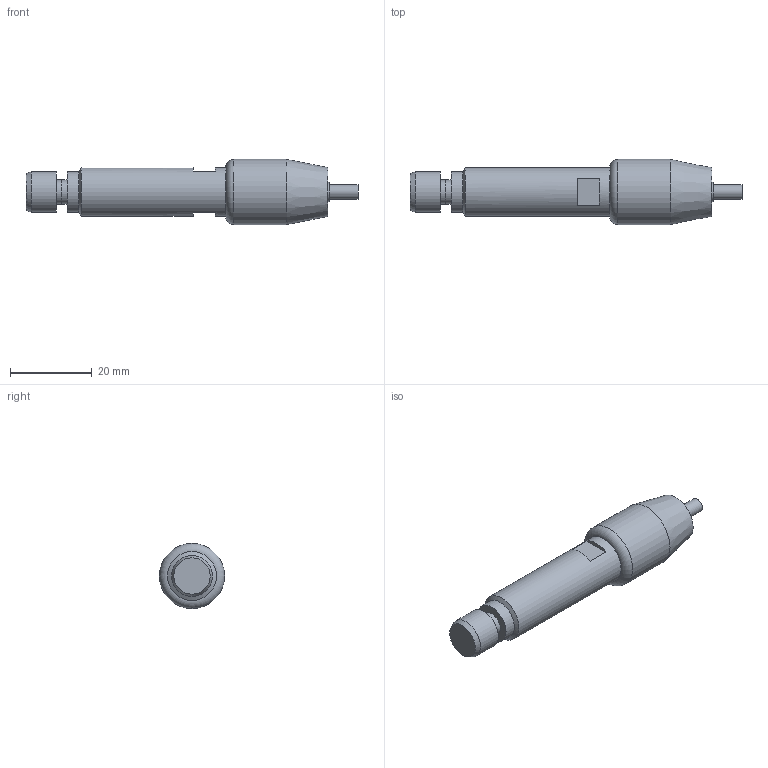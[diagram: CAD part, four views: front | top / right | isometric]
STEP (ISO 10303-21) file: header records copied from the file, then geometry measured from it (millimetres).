
FILE_DESCRIPTION(/* description */ ('PROXIMITY SENSOR (MOULDED) - M12'),/* implementation_level */ '2;1');
FILE_NAME(/* name */ 'AF0140.stp',/* time_stamp */ '2017-01-09T15:53:42+00:00',/* author */ ('michaelz'),/* organization */ (''),/* preprocessor_version */ 'ST-DEVELOPER v15.6',/* originating_system */ 'Autodesk Inventor 2015',/* authorisation */ '');
FILE_SCHEMA (('AUTOMOTIVE_DESIGN { 1 0 10303 214 3 1 1 }'));
Length unit declared in the file: millimetre
Products named in the file (1): AF0140
Bounding box: 81.44 x 16 x 16 mm (x, y, z)
Volume: 9484.8 mm3; surface area: 3370.8 mm2
Topology: 1 solids, 2 shells, 25 faces, 44 edges, 28 vertices
Faces by surface type: plane 12, cylinder 8, cone 3, torus 2
Full cylindrical faces by diameter (mm): 3.5 x1, 4.7 x1, 5.9 x2, 10 x2, 12 x1, 16 x1
Entity records: 565 total; most frequent: DIRECTION 102, CARTESIAN_POINT 80, ORIENTED_EDGE 60, AXIS2_PLACEMENT_3D 47, EDGE_LOOP 44, EDGE_CURVE 29, FACE_OUTER_BOUND 25, VERTEX_POINT 25
